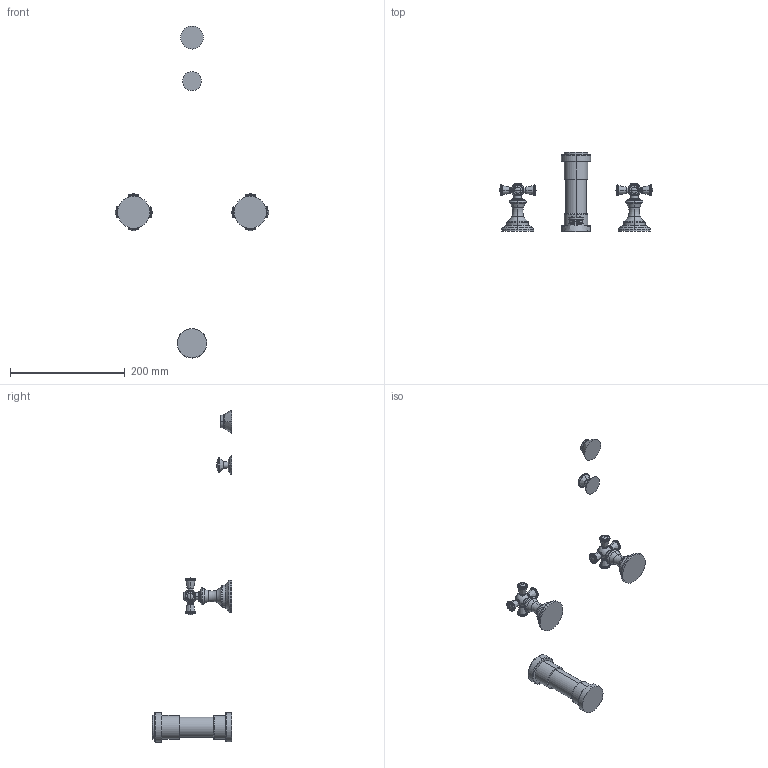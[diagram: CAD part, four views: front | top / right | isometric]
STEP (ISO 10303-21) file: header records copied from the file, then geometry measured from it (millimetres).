
FILE_DESCRIPTION((''),'2;1');
FILE_NAME('2449','2021-01-29T11:01:03',('jinson.thomas'),(''),'CREO PARAMETRIC BY PTC INC, 2018400','CREO PARAMETRIC BY PTC INC, 2018400','');
FILE_SCHEMA(('CONFIG_CONTROL_DESIGN'));
Length unit declared in the file: inch
Products named in the file (1): 2449
Bounding box: 267.41 x 138.3 x 579.07 mm (x, y, z)
Volume: 334358.2 mm3; surface area: 63718.7 mm2
Topology: 5 solids, 5 shells, 389 faces, 834 edges, 473 vertices
Faces by surface type: torus 170, cylinder 94, plane 67, sphere 26, bspline 22, cone 10
Entity records: 10764 total; most frequent: DIRECTION 2190, CARTESIAN_POINT 2004, ORIENTED_EDGE 1624, AXIS2_PLACEMENT_3D 1011, EDGE_CURVE 812, CIRCLE 644, VERTEX_POINT 473, EDGE_LOOP 429
